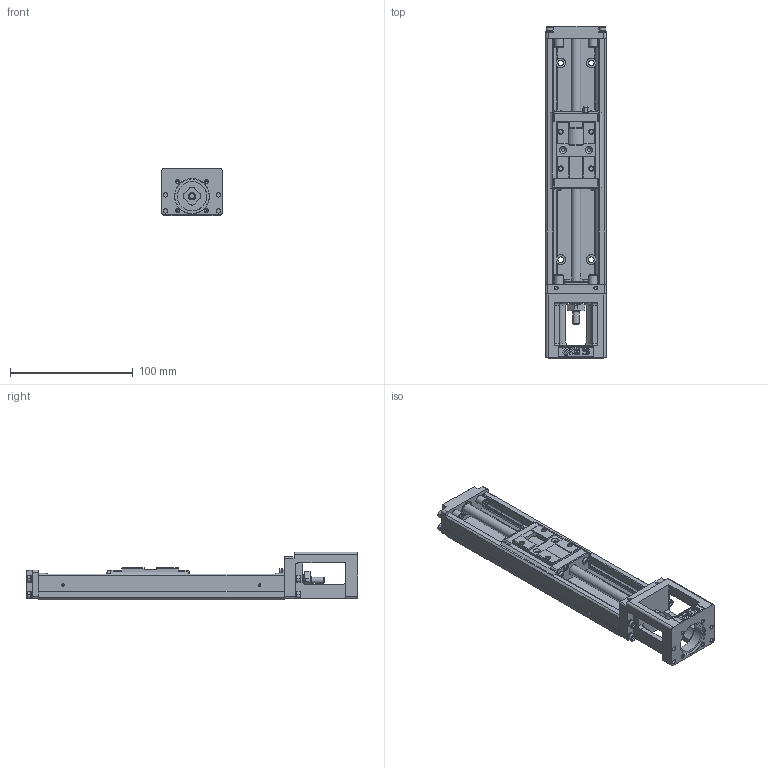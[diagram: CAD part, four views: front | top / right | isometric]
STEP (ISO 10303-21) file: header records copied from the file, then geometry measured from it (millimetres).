
FILE_DESCRIPTION(/* description */ (''),/* implementation_level */ '2;1');
FILE_NAME(/* name */ 'KM26A+200N0_0020_stp.stp',/* time_stamp */ '2010-01-20T15:26:02+08:00',/* author */ (''),/* organization */ (''),/* preprocessor_version */ 'ST-DEVELOPER v11',/* originating_system */ 'UGS - NX 5.0',/* authorisation */ '');
FILE_SCHEMA (('CONFIG_CONTROL_DESIGN'));
Length unit declared in the file: millimetre
Products named in the file (1): shin7094jb3j
Bounding box: 50 x 270 x 38.8 mm (x, y, z)
Volume: 195778.5 mm3; surface area: 72377.5 mm2
Topology: 2 solids, 2 shells, 1033 faces, 2728 edges, 1783 vertices
Faces by surface type: plane 695, cylinder 207, cone 67, extrusion 26, torus 20, bspline 9, sphere 9
Full cylindrical faces by diameter (mm): 1.6 x4, 2.5 x9, 3 x1, 3.3 x4, 3.5 x4, 4 x5, 4.5 x6, 4.7 x4, 5 x3, 5.3 x8, 6 x13, 7 x4, 8 x7, 9 x3, 10 x2, 11 x2, 24 x1, 28 x1
Entity records: 32107 total; most frequent: CARTESIAN_POINT 7044, ORIENTED_EDGE 5098, DIRECTION 4952, EDGE_CURVE 2549, VECTOR 1874, LINE 1848, VERTEX_POINT 1736, AXIS2_PLACEMENT_3D 1539
